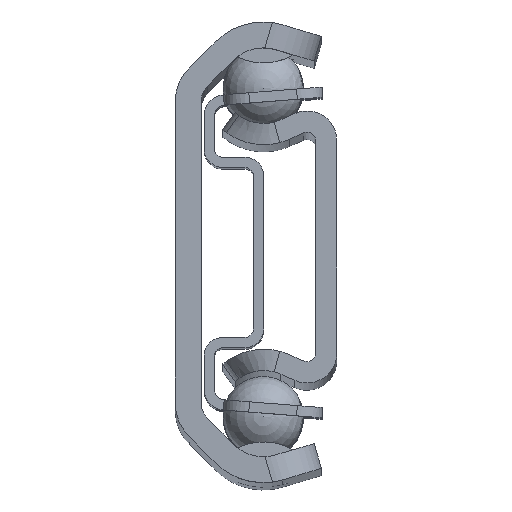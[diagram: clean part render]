
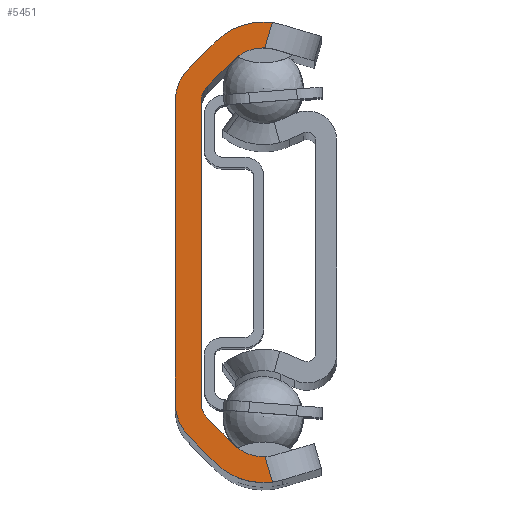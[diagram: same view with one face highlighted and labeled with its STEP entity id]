
A CAD part, top view. The second image highlights one B-rep face of the part: STEP entity #5451.
In plain terms, the highlighted planar face has unit normal (0, 0, 1).
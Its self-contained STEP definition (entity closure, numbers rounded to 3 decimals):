
#182=PLANE('',#5885);
#339=FACE_OUTER_BOUND('',#616,.T.);
#616=EDGE_LOOP('',(#3795,#3796,#3797,#3798,#3799,#3800,#3801,#3802,#3803,
#3804,#3805,#3806,#3807,#3808,#3809,#3810));
#962=LINE('',#8271,#1495);
#963=LINE('',#8274,#1496);
#964=LINE('',#8278,#1497);
#965=LINE('',#8282,#1498);
#966=LINE('',#8286,#1499);
#967=LINE('',#8290,#1500);
#968=LINE('',#8294,#1501);
#969=LINE('',#8297,#1502);
#1495=VECTOR('',#6598,10.);
#1496=VECTOR('',#6601,10.);
#1497=VECTOR('',#6604,10.);
#1498=VECTOR('',#6607,10.);
#1499=VECTOR('',#6610,10.);
#1500=VECTOR('',#6613,10.);
#1501=VECTOR('',#6616,10.);
#1502=VECTOR('',#6619,10.);
#1971=CIRCLE('',#5839,4.01);
#1997=CIRCLE('',#5880,2.49);
#1999=CIRCLE('',#5886,1.28);
#2000=CIRCLE('',#5887,1.28);
#2001=CIRCLE('',#5888,2.49);
#2002=CIRCLE('',#5889,4.01);
#2003=CIRCLE('',#5890,2.8);
#2004=CIRCLE('',#5891,2.8);
#2251=VERTEX_POINT('',#8088);
#2252=VERTEX_POINT('',#8093);
#2308=VERTEX_POINT('',#8242);
#2309=VERTEX_POINT('',#8244);
#2312=VERTEX_POINT('',#8273);
#2313=VERTEX_POINT('',#8275);
#2314=VERTEX_POINT('',#8277);
#2315=VERTEX_POINT('',#8279);
#2316=VERTEX_POINT('',#8281);
#2317=VERTEX_POINT('',#8283);
#2318=VERTEX_POINT('',#8285);
#2319=VERTEX_POINT('',#8287);
#2320=VERTEX_POINT('',#8289);
#2321=VERTEX_POINT('',#8291);
#2322=VERTEX_POINT('',#8293);
#2323=VERTEX_POINT('',#8295);
#2820=EDGE_CURVE('',#2251,#2252,#1971,.T.);
#2891=EDGE_CURVE('',#2308,#2309,#1997,.T.);
#2899=EDGE_CURVE('',#2309,#2251,#962,.T.);
#2900=EDGE_CURVE('',#2312,#2308,#963,.T.);
#2901=EDGE_CURVE('',#2313,#2312,#1999,.T.);
#2902=EDGE_CURVE('',#2314,#2313,#964,.T.);
#2903=EDGE_CURVE('',#2315,#2314,#2000,.T.);
#2904=EDGE_CURVE('',#2316,#2315,#965,.T.);
#2905=EDGE_CURVE('',#2317,#2316,#2001,.T.);
#2906=EDGE_CURVE('',#2318,#2317,#966,.T.);
#2907=EDGE_CURVE('',#2319,#2318,#2002,.T.);
#2908=EDGE_CURVE('',#2320,#2319,#967,.T.);
#2909=EDGE_CURVE('',#2321,#2320,#2003,.T.);
#2910=EDGE_CURVE('',#2322,#2321,#968,.T.);
#2911=EDGE_CURVE('',#2323,#2322,#2004,.T.);
#2912=EDGE_CURVE('',#2252,#2323,#969,.T.);
#3795=ORIENTED_EDGE('',*,*,#2899,.F.);
#3796=ORIENTED_EDGE('',*,*,#2891,.F.);
#3797=ORIENTED_EDGE('',*,*,#2900,.F.);
#3798=ORIENTED_EDGE('',*,*,#2901,.F.);
#3799=ORIENTED_EDGE('',*,*,#2902,.F.);
#3800=ORIENTED_EDGE('',*,*,#2903,.F.);
#3801=ORIENTED_EDGE('',*,*,#2904,.F.);
#3802=ORIENTED_EDGE('',*,*,#2905,.F.);
#3803=ORIENTED_EDGE('',*,*,#2906,.F.);
#3804=ORIENTED_EDGE('',*,*,#2907,.F.);
#3805=ORIENTED_EDGE('',*,*,#2908,.F.);
#3806=ORIENTED_EDGE('',*,*,#2909,.F.);
#3807=ORIENTED_EDGE('',*,*,#2910,.F.);
#3808=ORIENTED_EDGE('',*,*,#2911,.F.);
#3809=ORIENTED_EDGE('',*,*,#2912,.F.);
#3810=ORIENTED_EDGE('',*,*,#2820,.F.);
#5451=ADVANCED_FACE('',(#339),#182,.T.);
#5839=AXIS2_PLACEMENT_3D('',#8094,#6460,#6461);
#5880=AXIS2_PLACEMENT_3D('',#8245,#6585,#6586);
#5885=AXIS2_PLACEMENT_3D('',#8272,#6599,#6600);
#5886=AXIS2_PLACEMENT_3D('',#8276,#6602,#6603);
#5887=AXIS2_PLACEMENT_3D('',#8280,#6605,#6606);
#5888=AXIS2_PLACEMENT_3D('',#8284,#6608,#6609);
#5889=AXIS2_PLACEMENT_3D('',#8288,#6611,#6612);
#5890=AXIS2_PLACEMENT_3D('',#8292,#6614,#6615);
#5891=AXIS2_PLACEMENT_3D('',#8296,#6617,#6618);
#6460=DIRECTION('center_axis',(0.,0.,-1.));
#6461=DIRECTION('ref_axis',(-0.707,-0.707,0.));
#6585=DIRECTION('center_axis',(0.,0.,1.));
#6586=DIRECTION('ref_axis',(0.707,0.707,0.));
#6598=DIRECTION('',(0.285,-0.959,0.));
#6599=DIRECTION('center_axis',(0.,0.,1.));
#6600=DIRECTION('ref_axis',(1.,0.,0.));
#6601=DIRECTION('',(0.707,-0.707,0.));
#6602=DIRECTION('center_axis',(0.,0.,1.));
#6603=DIRECTION('ref_axis',(1.,0.,0.));
#6604=DIRECTION('',(0.,-1.,0.));
#6605=DIRECTION('center_axis',(0.,0.,1.));
#6606=DIRECTION('ref_axis',(0.707,-0.707,0.));
#6607=DIRECTION('',(-0.707,-0.707,0.));
#6608=DIRECTION('center_axis',(0.,0.,1.));
#6609=DIRECTION('ref_axis',(-0.285,-0.959,0.));
#6610=DIRECTION('',(-0.285,-0.959,0.));
#6611=DIRECTION('center_axis',(0.,0.,-1.));
#6612=DIRECTION('ref_axis',(0.285,0.959,0.));
#6613=DIRECTION('',(0.707,0.707,0.));
#6614=DIRECTION('center_axis',(0.,0.,-1.));
#6615=DIRECTION('ref_axis',(-0.707,0.707,0.));
#6616=DIRECTION('',(0.,1.,0.));
#6617=DIRECTION('center_axis',(0.,0.,-1.));
#6618=DIRECTION('ref_axis',(-1.,0.,0.));
#6619=DIRECTION('',(-0.707,0.707,0.));
#8088=CARTESIAN_POINT('',(0.53,-13.51,125.));
#8093=CARTESIAN_POINT('',(-2.835,-12.37,125.));
#8094=CARTESIAN_POINT('Origin',(0.,-9.535,125.));
#8242=CARTESIAN_POINT('',(-1.761,-11.296,125.));
#8244=CARTESIAN_POINT('',(0.089,-12.023,125.));
#8245=CARTESIAN_POINT('Origin',(0.,-9.535,125.));
#8271=CARTESIAN_POINT('',(-1.647,-6.182,125.));
#8272=CARTESIAN_POINT('Origin',(-2.512,0.,
125.));
#8273=CARTESIAN_POINT('',(-3.285,-9.771,125.));
#8274=CARTESIAN_POINT('',(-1.761,-11.296,125.));
#8275=CARTESIAN_POINT('',(-3.66,-8.866,125.));
#8276=CARTESIAN_POINT('Origin',(-2.38,-8.866,125.));
#8277=CARTESIAN_POINT('',(-3.66,8.866,125.));
#8278=CARTESIAN_POINT('',(-3.66,-8.866,125.));
#8279=CARTESIAN_POINT('',(-3.285,9.771,125.));
#8280=CARTESIAN_POINT('Origin',(-2.38,8.866,125.));
#8281=CARTESIAN_POINT('',(-1.761,11.296,125.));
#8282=CARTESIAN_POINT('',(-3.285,9.771,125.));
#8283=CARTESIAN_POINT('',(0.089,12.023,125.));
#8284=CARTESIAN_POINT('Origin',(0.,9.535,125.));
#8285=CARTESIAN_POINT('',(0.53,13.51,125.));
#8286=CARTESIAN_POINT('',(-1.43,6.911,125.));
#8287=CARTESIAN_POINT('',(-2.835,12.37,125.));
#8288=CARTESIAN_POINT('Origin',(0.,9.535,125.));
#8289=CARTESIAN_POINT('',(-4.36,10.846,125.));
#8290=CARTESIAN_POINT('',(-2.835,12.37,125.));
#8291=CARTESIAN_POINT('',(-5.18,8.866,125.));
#8292=CARTESIAN_POINT('Origin',(-2.38,8.866,125.));
#8293=CARTESIAN_POINT('',(-5.18,-8.866,125.));
#8294=CARTESIAN_POINT('',(-5.18,8.866,125.));
#8295=CARTESIAN_POINT('',(-4.36,-10.846,125.));
#8296=CARTESIAN_POINT('Origin',(-2.38,-8.866,125.));
#8297=CARTESIAN_POINT('',(-4.36,-10.846,125.));
